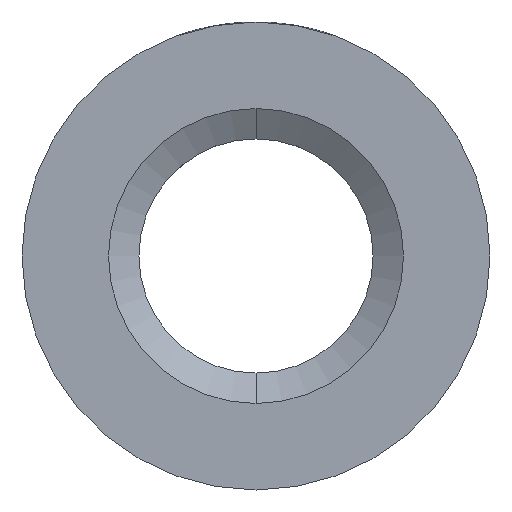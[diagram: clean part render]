
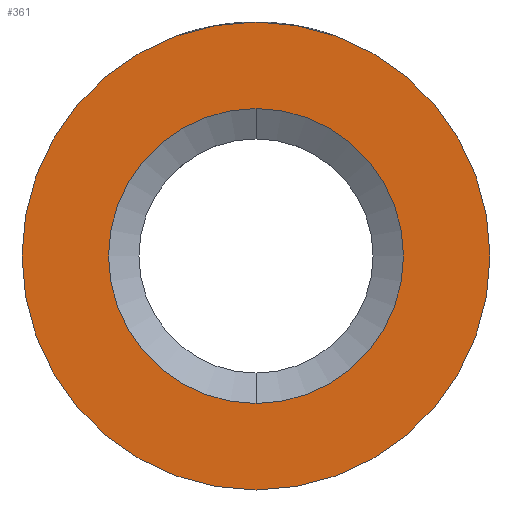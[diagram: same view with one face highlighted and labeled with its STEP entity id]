
A CAD part, front view. The second image highlights one B-rep face of the part: STEP entity #361.
In plain terms, the highlighted planar face has unit normal (0, -1, 0).
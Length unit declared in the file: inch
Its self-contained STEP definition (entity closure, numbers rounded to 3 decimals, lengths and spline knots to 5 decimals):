
#93 = CIRCLE ( 'NONE', #248, 0.15748 ) ;
#215 = DIRECTION ( 'NONE',  ( 0., 0., -1. ) ) ;
#219 = DIRECTION ( 'NONE',  ( 0., -1., 0. ) ) ;
#222 = CARTESIAN_POINT ( 'NONE',  ( 0., 0., 0. ) ) ;
#233 = VERTEX_POINT ( 'NONE', #629 ) ;
#248 = AXIS2_PLACEMENT_3D ( 'NONE', #222, #219, #215 ) ;
#265 = CIRCLE ( 'NONE', #270, 0.15748 ) ;
#270 = AXIS2_PLACEMENT_3D ( 'NONE', #411, #406, #392 ) ;
#293 = AXIS2_PLACEMENT_3D ( 'NONE', #684, #685, #686 ) ;
#304 = CIRCLE ( 'NONE', #293, 0.24985 ) ;
#305 = AXIS2_PLACEMENT_3D ( 'NONE', #659, #551, #585 ) ;
#316 = CIRCLE ( 'NONE', #339, 0.24985 ) ;
#324 = CARTESIAN_POINT ( 'NONE',  ( 0., 0., 0. ) ) ;
#328 = FACE_BOUND ( 'NONE', #473, .T. ) ;
#330 = FACE_OUTER_BOUND ( 'NONE', #617, .T. ) ;
#339 = AXIS2_PLACEMENT_3D ( 'NONE', #324, #489, #713 ) ;
#354 = ORIENTED_EDGE ( 'NONE', *, *, #550, .F. ) ;
#361 = ADVANCED_FACE ( 'NONE', ( #328, #330 ), #623, .F. ) ;
#366 = EDGE_CURVE ( 'NONE', #429, #572, #316, .T. ) ;
#392 = DIRECTION ( 'NONE',  ( 0., 0., -1. ) ) ;
#406 = DIRECTION ( 'NONE',  ( 0., -1., 0. ) ) ;
#411 = CARTESIAN_POINT ( 'NONE',  ( 0., 0., 0. ) ) ;
#422 = EDGE_CURVE ( 'NONE', #572, #429, #304, .T. ) ;
#429 = VERTEX_POINT ( 'NONE', #627 ) ;
#462 = ORIENTED_EDGE ( 'NONE', *, *, #422, .F. ) ;
#473 = EDGE_LOOP ( 'NONE', ( #781, #354 ) ) ;
#489 = DIRECTION ( 'NONE',  ( 0., 1., 0. ) ) ;
#531 = CARTESIAN_POINT ( 'NONE',  ( 0., 0., 0.15748 ) ) ;
#550 = EDGE_CURVE ( 'NONE', #578, #233, #265, .T. ) ;
#551 = DIRECTION ( 'NONE',  ( 0., 1., 0. ) ) ;
#572 = VERTEX_POINT ( 'NONE', #637 ) ;
#578 = VERTEX_POINT ( 'NONE', #531 ) ;
#585 = DIRECTION ( 'NONE',  ( 0., 0., 1. ) ) ;
#617 = EDGE_LOOP ( 'NONE', ( #462, #649 ) ) ;
#623 = PLANE ( 'NONE',  #305 ) ;
#626 = EDGE_CURVE ( 'NONE', #233, #578, #93, .T. ) ;
#627 = CARTESIAN_POINT ( 'NONE',  ( 0., 0., 0.24985 ) ) ;
#629 = CARTESIAN_POINT ( 'NONE',  ( 0., 0., -0.15748 ) ) ;
#637 = CARTESIAN_POINT ( 'NONE',  ( 0., 0., -0.24985 ) ) ;
#649 = ORIENTED_EDGE ( 'NONE', *, *, #366, .F. ) ;
#659 = CARTESIAN_POINT ( 'NONE',  ( 0., 0., 0. ) ) ;
#684 = CARTESIAN_POINT ( 'NONE',  ( 0., 0., 0. ) ) ;
#685 = DIRECTION ( 'NONE',  ( 0., 1., 0. ) ) ;
#686 = DIRECTION ( 'NONE',  ( 0., 0., 1. ) ) ;
#713 = DIRECTION ( 'NONE',  ( 0., 0., 1. ) ) ;
#781 = ORIENTED_EDGE ( 'NONE', *, *, #626, .F. ) ;
